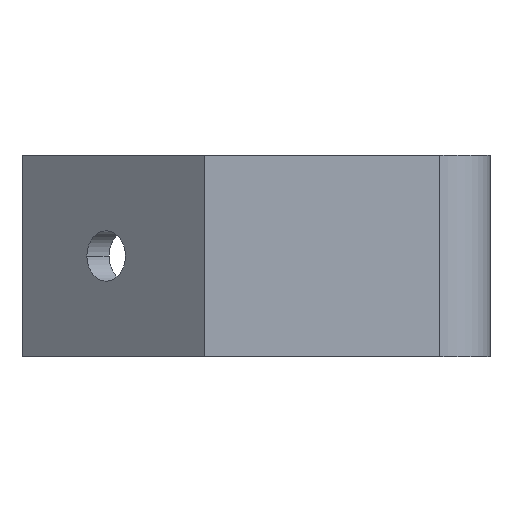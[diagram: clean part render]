
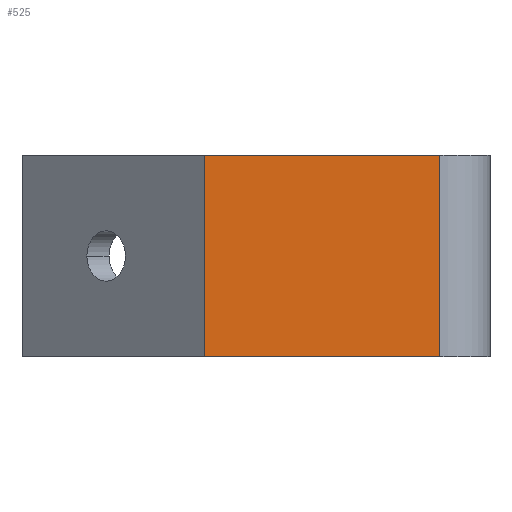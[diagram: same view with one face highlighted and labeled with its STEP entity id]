
A CAD part, front view. The second image highlights one B-rep face of the part: STEP entity #525.
In plain terms, the highlighted planar face has unit normal (0, -1, 0).
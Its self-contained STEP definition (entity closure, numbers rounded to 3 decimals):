
#2 = CARTESIAN_POINT ( 'NONE',  ( 53.98, -95.25, -19.05 ) ) ;
#50 = ORIENTED_EDGE ( 'NONE', *, *, #317, .T. ) ;
#65 = CARTESIAN_POINT ( 'NONE',  ( 9.39, -95.25, 19.05 ) ) ;
#83 = EDGE_LOOP ( 'NONE', ( #90, #555, #498, #50 ) ) ;
#90 = ORIENTED_EDGE ( 'NONE', *, *, #181, .T. ) ;
#104 = CARTESIAN_POINT ( 'NONE',  ( 53.98, -95.25, -19.05 ) ) ;
#110 = VECTOR ( 'NONE', #487, 1000. ) ;
#120 = VECTOR ( 'NONE', #522, 1000. ) ;
#142 = VECTOR ( 'NONE', #324, 1000. ) ;
#161 = LINE ( 'NONE', #577, #142 ) ;
#181 = EDGE_CURVE ( 'NONE', #492, #209, #506, .T. ) ;
#193 = DIRECTION ( 'NONE',  ( 0., 1., 0. ) ) ;
#209 = VERTEX_POINT ( 'NONE', #2 ) ;
#218 = LINE ( 'NONE', #625, #120 ) ;
#252 = FACE_OUTER_BOUND ( 'NONE', #83, .T. ) ;
#306 = VERTEX_POINT ( 'NONE', #65 ) ;
#316 = DIRECTION ( 'NONE',  ( 1., 0., 0. ) ) ;
#317 = EDGE_CURVE ( 'NONE', #306, #492, #161, .T. ) ;
#324 = DIRECTION ( 'NONE',  ( 0., 0., -1. ) ) ;
#355 = EDGE_CURVE ( 'NONE', #306, #634, #490, .T. ) ;
#362 = CARTESIAN_POINT ( 'NONE',  ( 53.98, -95.25, 19.05 ) ) ;
#470 = CARTESIAN_POINT ( 'NONE',  ( 53.98, -95.25, 19.05 ) ) ;
#487 = DIRECTION ( 'NONE',  ( 1., 0., 0. ) ) ;
#490 = LINE ( 'NONE', #645, #110 ) ;
#492 = VERTEX_POINT ( 'NONE', #558 ) ;
#498 = ORIENTED_EDGE ( 'NONE', *, *, #355, .F. ) ;
#506 = LINE ( 'NONE', #104, #538 ) ;
#522 = DIRECTION ( 'NONE',  ( 0., 0., -1. ) ) ;
#525 = ADVANCED_FACE ( 'NONE', ( #252 ), #618, .F. ) ;
#538 = VECTOR ( 'NONE', #316, 1000. ) ;
#555 = ORIENTED_EDGE ( 'NONE', *, *, #590, .F. ) ;
#558 = CARTESIAN_POINT ( 'NONE',  ( 9.39, -95.25, -19.05 ) ) ;
#570 = DIRECTION ( 'NONE',  ( 0., 0., 1. ) ) ;
#577 = CARTESIAN_POINT ( 'NONE',  ( 9.39, -95.25, 19.05 ) ) ;
#578 = AXIS2_PLACEMENT_3D ( 'NONE', #362, #193, #570 ) ;
#590 = EDGE_CURVE ( 'NONE', #634, #209, #218, .T. ) ;
#618 = PLANE ( 'NONE',  #578 ) ;
#625 = CARTESIAN_POINT ( 'NONE',  ( 53.98, -95.25, 19.05 ) ) ;
#634 = VERTEX_POINT ( 'NONE', #470 ) ;
#645 = CARTESIAN_POINT ( 'NONE',  ( 53.98, -95.25, 19.05 ) ) ;
